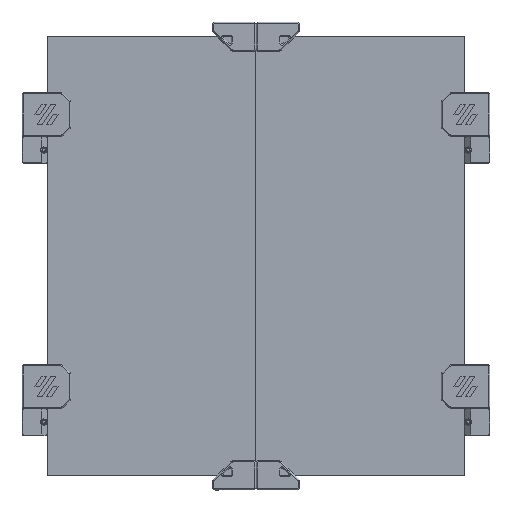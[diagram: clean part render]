
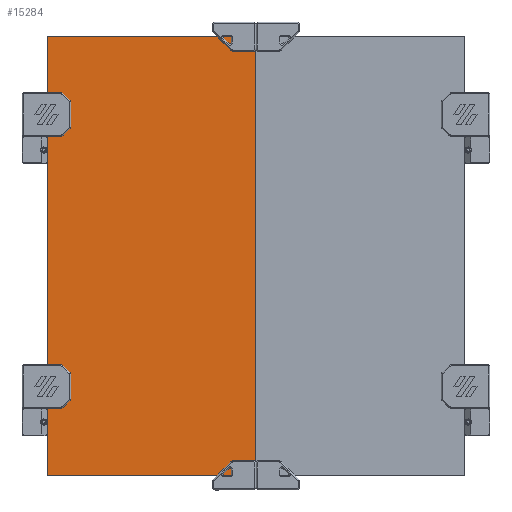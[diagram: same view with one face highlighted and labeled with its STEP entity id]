
A CAD part, front view. The second image highlights one B-rep face of the part: STEP entity #15284.
In plain terms, the highlighted face is planar.
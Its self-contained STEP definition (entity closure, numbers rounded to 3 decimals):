
#718=PLANE('',#16381);
#1389=LINE('',#23545,#2830);
#1392=LINE('',#23551,#2833);
#1395=LINE('',#23557,#2836);
#1398=LINE('',#23561,#2839);
#2830=VECTOR('',#18457,10.);
#2833=VECTOR('',#18462,10.);
#2836=VECTOR('',#18467,10.);
#2839=VECTOR('',#18472,10.);
#4438=FACE_OUTER_BOUND('',#5393,.T.);
#5393=EDGE_LOOP('',(#11151,#11152,#11153,#11154));
#7160=VERTEX_POINT('',#23542);
#7161=VERTEX_POINT('',#23544);
#7163=VERTEX_POINT('',#23550);
#7165=VERTEX_POINT('',#23556);
#8630=EDGE_CURVE('',#7161,#7160,#1389,.T.);
#8633=EDGE_CURVE('',#7163,#7161,#1392,.T.);
#8636=EDGE_CURVE('',#7165,#7163,#1395,.T.);
#8639=EDGE_CURVE('',#7160,#7165,#1398,.T.);
#11151=ORIENTED_EDGE('',*,*,#8639,.T.);
#11152=ORIENTED_EDGE('',*,*,#8636,.T.);
#11153=ORIENTED_EDGE('',*,*,#8633,.T.);
#11154=ORIENTED_EDGE('',*,*,#8630,.T.);
#15284=ADVANCED_FACE('',(#4438),#718,.T.);
#16381=AXIS2_PLACEMENT_3D('',#23562,#18473,#18474);
#18457=DIRECTION('',(0.,0.,-1.));
#18462=DIRECTION('',(0.,-1.,0.));
#18467=DIRECTION('',(0.,0.,1.));
#18472=DIRECTION('',(0.,1.,0.));
#18473=DIRECTION('center_axis',(1.,0.,0.));
#18474=DIRECTION('ref_axis',(0.,0.,-1.));
#23542=CARTESIAN_POINT('',(335.,-25.,-45.096));
#23544=CARTESIAN_POINT('',(335.,-25.,358.904));
#23545=CARTESIAN_POINT('',(335.,-25.,-45.096));
#23550=CARTESIAN_POINT('',(335.,167.,358.904));
#23551=CARTESIAN_POINT('',(335.,-25.,358.904));
#23556=CARTESIAN_POINT('',(335.,167.,-45.096));
#23557=CARTESIAN_POINT('',(335.,167.,358.904));
#23561=CARTESIAN_POINT('',(335.,359.,-45.096));
#23562=CARTESIAN_POINT('Origin',(335.,167.,156.904));
